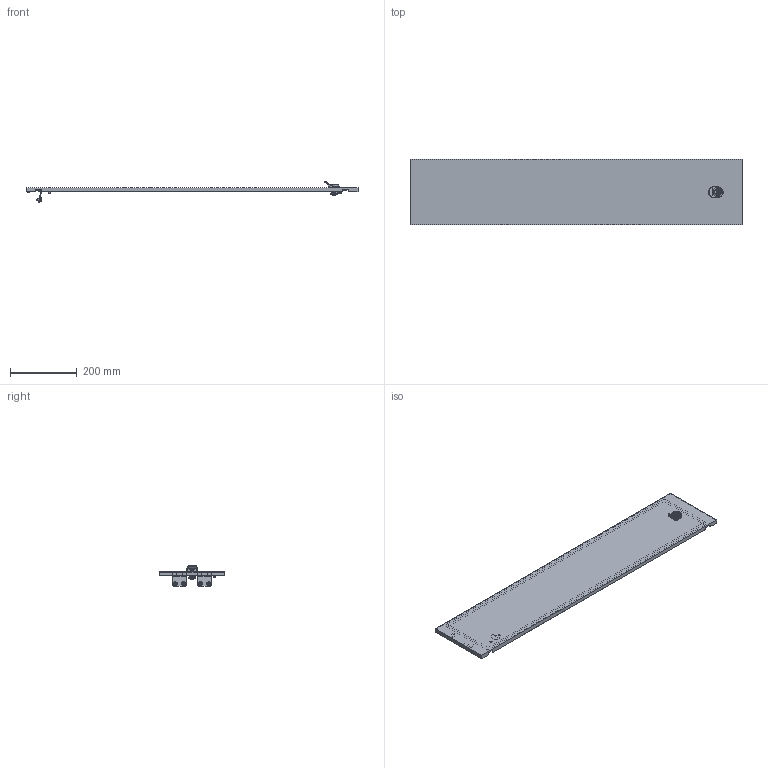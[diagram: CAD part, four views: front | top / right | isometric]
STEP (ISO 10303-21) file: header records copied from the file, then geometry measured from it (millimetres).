
FILE_DESCRIPTION (( 'STEP AP203' ), '1' );
FILE_NAME ('FO-00-ESD-020-100 FORMAT Äâåðü ñåêö. âíåø. 200õ1000 IEK.STEP', '2025-01-21T08:12:43', ( '' ), ( '' ), 'SwSTEP 2.0', 'SolidWorks 2022', '' );
FILE_SCHEMA (( 'CONFIG_CONTROL_DESIGN' ));
Length unit declared in the file: millimetre
Products named in the file (3): Петля; FO-00-ESD-020-100 FORMAT Дверь секц. внеш. 200х1000 IEK
Assembly tree (3 placements, depth 2):
  FO-00-ESD-020-100 FORMAT Дверь секц. внеш. 200х1000 IEK
    FO-00-ESD-020-100 FORMAT Дверь секц. внеш. 200х1000 IEK
    Петля  x2
Bounding box: 995 x 196 x 62.56 mm (x, y, z)
Volume: 600941.4 mm3; surface area: 548105.5 mm2
Topology: 24 solids, 24 shells, 1235 faces, 3165 edges, 1998 vertices
Faces by surface type: cylinder 421, plane 374, bspline 256, cone 78, sphere 57, torus 49
Entity records: 72281 total; most frequent: CARTESIAN_POINT 47077, ORIENTED_EDGE 5746, DIRECTION 4403, EDGE_CURVE 2873, VERTEX_POINT 1817, AXIS2_PLACEMENT_3D 1635, EDGE_LOOP 1174, LINE 1133
